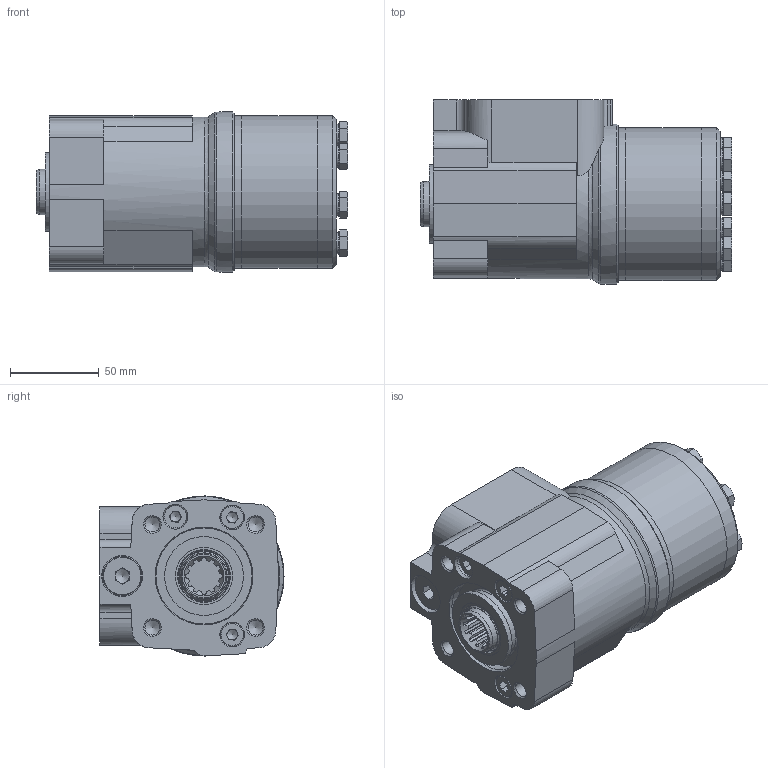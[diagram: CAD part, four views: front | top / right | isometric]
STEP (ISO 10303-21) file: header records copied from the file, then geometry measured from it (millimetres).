
FILE_DESCRIPTION(/* description */ ('STEP AP214'),/* implementation_level */ '2;1');
FILE_NAME(/* name */ 'HKUS320_4-150',/* time_stamp */ '2023-01-19T08:47:23+01:00',/* author */ ('License CC BY-ND 4.0'),/* organization */ ('CADENAS'),/* preprocessor_version */ 'ST-DEVELOPER v18.102',/* originating_system */ 'PARTsolutions',/* authorisation */ ' ');
FILE_SCHEMA (('AUTOMOTIVE_DESIGN {1 0 10303 214 3 1 1}'));
Length unit declared in the file: millimetre
Products named in the file (4): HKUS320/4-150; HKUS 348 ec; Displacement hkus_348 320; HKUS 4b
Assembly tree (3 placements, depth 2):
  HKUS320/4-150
    HKUS 348 ec
    Displacement hkus_348 320
    HKUS 4b
Bounding box: 175.27 x 103.5 x 90 mm (x, y, z)
Volume: 1082349 mm3; surface area: 104725.7 mm2
Topology: 3 solids, 3 shells, 430 faces, 1026 edges, 636 vertices
Faces by surface type: plane 207, cylinder 137, cone 80, torus 6
Full cylindrical faces by diameter (mm): 5.8 x1, 6 x2, 8 x1, 8.376 x4, 8.917 x2, 12 x7, 12.5 x1, 13 x11, 18.631 x4, 22 x2, 23 x1, 25.4 x1, 29.6 x1, 32.27 x1, 40 x1, 44.4 x1, 54 x1, 86 x3, 90 x1
Entity records: 12065 total; most frequent: CARTESIAN_POINT 2485, DIRECTION 1980, ORIENTED_EDGE 1842, EDGE_CURVE 921, AXIS2_PLACEMENT_3D 784, VERTEX_POINT 631, FACE_BOUND 564, EDGE_LOOP 551
